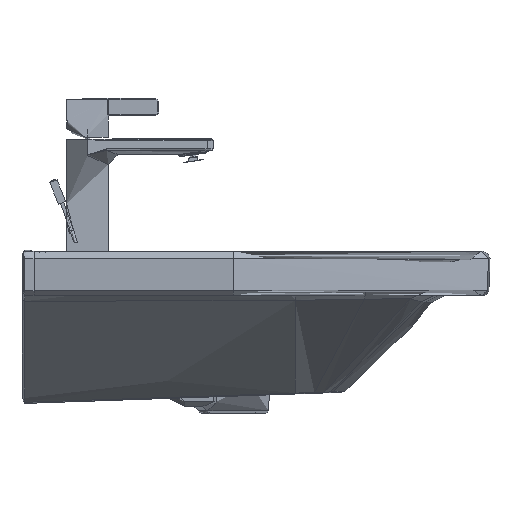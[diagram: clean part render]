
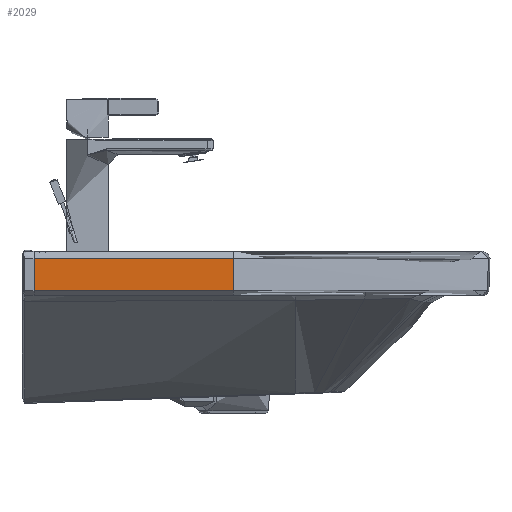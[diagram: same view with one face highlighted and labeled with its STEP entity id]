
A CAD part, left-side view. The second image highlights one B-rep face of the part: STEP entity #2029.
In plain terms, the highlighted free-form (B-spline) face has degree [5, 1] with [6, 2] control points.
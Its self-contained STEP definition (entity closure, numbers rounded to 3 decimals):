
#259=B_SPLINE_CURVE_WITH_KNOTS('',5,(#105241,#105242,#105243,#105244,#105245,
#105246),.UNSPECIFIED.,.F.,.F.,(6,6),(-102.33,102.33),
 .UNSPECIFIED.);
#260=B_SPLINE_CURVE_WITH_KNOTS('',1,(#105247,#105248),.UNSPECIFIED.,.F.,
 .F.,(2,2),(4.828,37.779),.UNSPECIFIED.);
#261=B_SPLINE_CURVE_WITH_KNOTS('',3,(#105249,#105250,#105251,#105252,#105253,
#105254),.UNSPECIFIED.,.F.,.F.,(4,2,4),(45.544,190.437,
335.331),.UNSPECIFIED.);
#389=B_SPLINE_CURVE_WITH_KNOTS('',5,(#106554,#106555,#106556,#106557,#106558,
#106559),.UNSPECIFIED.,.F.,.F.,(6,6),(-37.804,-4.828),
 .UNSPECIFIED.);
#1562=B_SPLINE_SURFACE_WITH_KNOTS('',5,1,((#32974,#32975),(#32976,#32977),
(#32978,#32979),(#32980,#32981),(#32982,#32983),(#32984,#32985)),
 .UNSPECIFIED.,.F.,.F.,.F.,(6,6),(2,2),(0.,204.661),
(0.,45.027),.UNSPECIFIED.);
#2029=ADVANCED_FACE('',(#2777),#1562,.T.);
#2777=FACE_OUTER_BOUND('',#3531,.T.);
#3531=EDGE_LOOP('',(#4792,#4793,#4794,#4795));
#4792=ORIENTED_EDGE('',*,*,#8276,.T.);
#4793=ORIENTED_EDGE('',*,*,#8133,.T.);
#4794=ORIENTED_EDGE('',*,*,#8134,.T.);
#4795=ORIENTED_EDGE('',*,*,#8135,.T.);
#8133=EDGE_CURVE('',#10260,#10261,#259,.T.);
#8134=EDGE_CURVE('',#10261,#10238,#260,.T.);
#8135=EDGE_CURVE('',#10238,#10243,#261,.T.);
#8276=EDGE_CURVE('',#10243,#10260,#389,.T.);
#10238=VERTEX_POINT('',#101599);
#10243=VERTEX_POINT('',#101604);
#10260=VERTEX_POINT('',#101621);
#10261=VERTEX_POINT('',#101622);
#32974=CARTESIAN_POINT('',(-601.028,227.778,37.516));
#32975=CARTESIAN_POINT('',(-602.599,227.778,82.516));
#32976=CARTESIAN_POINT('',(-601.028,186.846,37.516));
#32977=CARTESIAN_POINT('',(-602.599,186.846,82.516));
#32978=CARTESIAN_POINT('',(-601.028,145.914,37.516));
#32979=CARTESIAN_POINT('',(-602.599,145.914,82.516));
#32980=CARTESIAN_POINT('',(-601.028,104.982,37.516));
#32981=CARTESIAN_POINT('',(-602.599,104.982,82.516));
#32982=CARTESIAN_POINT('',(-601.028,64.05,37.516));
#32983=CARTESIAN_POINT('',(-602.599,64.05,82.516));
#32984=CARTESIAN_POINT('',(-601.028,23.117,37.516));
#32985=CARTESIAN_POINT('',(-602.599,23.117,82.516));
#101599=CARTESIAN_POINT('',(-602.347,23.117,75.271));
#101604=CARTESIAN_POINT('',(-602.347,227.778,75.297));
#101621=CARTESIAN_POINT('',(-601.196,227.778,42.341));
#101622=CARTESIAN_POINT('',(-601.197,23.117,42.341));
#105241=CARTESIAN_POINT('',(-601.196,227.778,42.341));
#105242=CARTESIAN_POINT('',(-601.196,186.846,42.341));
#105243=CARTESIAN_POINT('',(-601.196,145.914,42.341));
#105244=CARTESIAN_POINT('',(-601.196,104.982,42.341));
#105245=CARTESIAN_POINT('',(-601.196,64.05,42.341));
#105246=CARTESIAN_POINT('',(-601.197,23.117,42.341));
#105247=CARTESIAN_POINT('',(-601.197,23.117,42.341));
#105248=CARTESIAN_POINT('',(-602.347,23.117,75.271));
#105249=CARTESIAN_POINT('',(-602.347,23.117,75.271));
#105250=CARTESIAN_POINT('',(-602.346,57.228,75.271));
#105251=CARTESIAN_POINT('',(-602.347,91.338,75.277));
#105252=CARTESIAN_POINT('',(-602.347,159.558,75.291));
#105253=CARTESIAN_POINT('',(-602.347,193.668,75.303));
#105254=CARTESIAN_POINT('',(-602.347,227.778,75.297));
#106554=CARTESIAN_POINT('',(-602.347,227.778,75.297));
#106555=CARTESIAN_POINT('',(-602.117,227.778,68.706));
#106556=CARTESIAN_POINT('',(-601.887,227.778,62.115));
#106557=CARTESIAN_POINT('',(-601.657,227.778,55.524));
#106558=CARTESIAN_POINT('',(-601.426,227.778,48.932));
#106559=CARTESIAN_POINT('',(-601.196,227.778,42.341));
